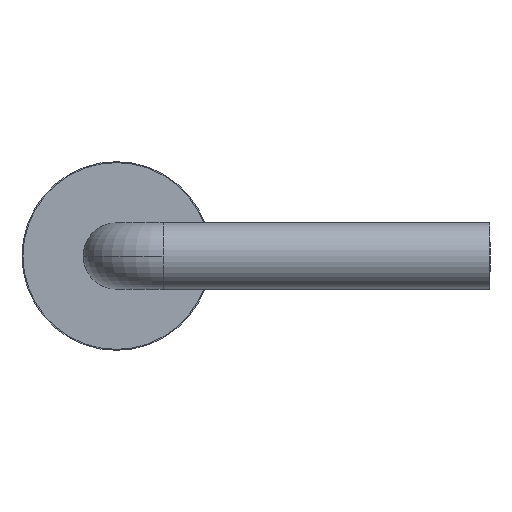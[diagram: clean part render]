
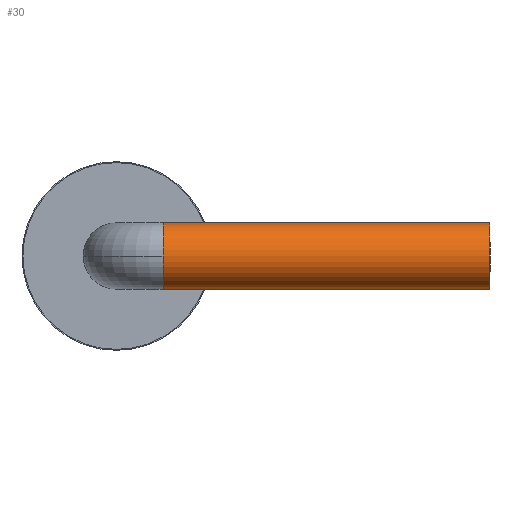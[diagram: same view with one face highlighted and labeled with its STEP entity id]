
A CAD part, left-side view. The second image highlights one B-rep face of the part: STEP entity #30.
In plain terms, the highlighted cylindrical face has radius 0.355 mm (diameter 0.71 mm), a partial arc.
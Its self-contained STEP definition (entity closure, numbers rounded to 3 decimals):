
#29 = EDGE_CURVE ( 'NONE', #609, #269, #262, .T. ) ;
#30 = ADVANCED_FACE ( 'NONE', ( #413 ), #390, .T. ) ;
#61 = AXIS2_PLACEMENT_3D ( 'NONE', #657, #330, #723 ) ;
#78 = EDGE_CURVE ( 'NONE', #527, #589, #513, .T. ) ;
#80 = DIRECTION ( 'NONE',  ( 0., 1., 0. ) ) ;
#107 = ORIENTED_EDGE ( 'NONE', *, *, #78, .F. ) ;
#122 = ORIENTED_EDGE ( 'NONE', *, *, #712, .F. ) ;
#135 = CARTESIAN_POINT ( 'NONE',  ( -5., -4., 0.355 ) ) ;
#170 = CARTESIAN_POINT ( 'NONE',  ( -5., -0.5, 0.355 ) ) ;
#188 = DIRECTION ( 'NONE',  ( 0., -1., 0. ) ) ;
#196 = ORIENTED_EDGE ( 'NONE', *, *, #640, .T. ) ;
#199 = DIRECTION ( 'NONE',  ( 0., -1., 0. ) ) ;
#205 = AXIS2_PLACEMENT_3D ( 'NONE', #426, #80, #471 ) ;
#206 = DIRECTION ( 'NONE',  ( 0., -1., 0. ) ) ;
#235 = VECTOR ( 'NONE', #188, 1000. ) ;
#262 = CIRCLE ( 'NONE', #427, 0.355 ) ;
#269 = VERTEX_POINT ( 'NONE', #725 ) ;
#303 = CIRCLE ( 'NONE', #205, 0.355 ) ;
#322 = CARTESIAN_POINT ( 'NONE',  ( -5., -0.5, 0. ) ) ;
#330 = DIRECTION ( 'NONE',  ( 0., 1., 0. ) ) ;
#378 = DIRECTION ( 'NONE',  ( 0., 0., -1. ) ) ;
#390 = CYLINDRICAL_SURFACE ( 'NONE', #525, 0.355 ) ;
#413 = FACE_OUTER_BOUND ( 'NONE', #603, .T. ) ;
#418 = CARTESIAN_POINT ( 'NONE',  ( -5., -0.5, 0.355 ) ) ;
#424 = CARTESIAN_POINT ( 'NONE',  ( -5., -4., -0.355 ) ) ;
#426 = CARTESIAN_POINT ( 'NONE',  ( -5., -0.5, 0. ) ) ;
#427 = AXIS2_PLACEMENT_3D ( 'NONE', #322, #713, #378 ) ;
#449 = VECTOR ( 'NONE', #206, 1000. ) ;
#464 = ORIENTED_EDGE ( 'NONE', *, *, #29, .F. ) ;
#466 = ORIENTED_EDGE ( 'NONE', *, *, #620, .T. ) ;
#471 = DIRECTION ( 'NONE',  ( 0., 0., -1. ) ) ;
#477 = LINE ( 'NONE', #599, #449 ) ;
#513 = LINE ( 'NONE', #418, #235 ) ;
#525 = AXIS2_PLACEMENT_3D ( 'NONE', #592, #199, #646 ) ;
#527 = VERTEX_POINT ( 'NONE', #170 ) ;
#589 = VERTEX_POINT ( 'NONE', #135 ) ;
#590 = CIRCLE ( 'NONE', #61, 0.355 ) ;
#592 = CARTESIAN_POINT ( 'NONE',  ( -5., -0.5, 0. ) ) ;
#599 = CARTESIAN_POINT ( 'NONE',  ( -5., -0.5, -0.355 ) ) ;
#603 = EDGE_LOOP ( 'NONE', ( #107, #122, #464, #196, #466 ) ) ;
#609 = VERTEX_POINT ( 'NONE', #694 ) ;
#620 = EDGE_CURVE ( 'NONE', #671, #589, #590, .T. ) ;
#640 = EDGE_CURVE ( 'NONE', #609, #671, #477, .T. ) ;
#646 = DIRECTION ( 'NONE',  ( 0., 0., -1. ) ) ;
#657 = CARTESIAN_POINT ( 'NONE',  ( -5., -4., 0. ) ) ;
#671 = VERTEX_POINT ( 'NONE', #424 ) ;
#694 = CARTESIAN_POINT ( 'NONE',  ( -5., -0.5, -0.355 ) ) ;
#712 = EDGE_CURVE ( 'NONE', #269, #527, #303, .T. ) ;
#713 = DIRECTION ( 'NONE',  ( 0., 1., 0. ) ) ;
#723 = DIRECTION ( 'NONE',  ( 0., 0., -1. ) ) ;
#725 = CARTESIAN_POINT ( 'NONE',  ( -5.355, -0.5, 0. ) ) ;
